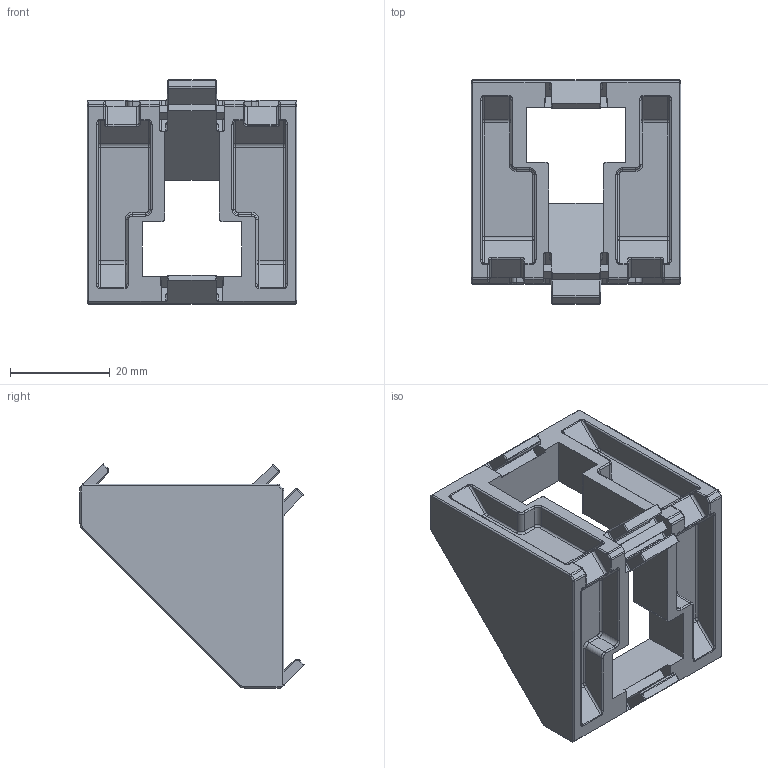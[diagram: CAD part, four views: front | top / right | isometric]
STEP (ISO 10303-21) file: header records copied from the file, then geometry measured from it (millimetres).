
FILE_DESCRIPTION (( 'STEP AP203' ), '1' );
FILE_NAME ('084.305.045.STEP', '2019-11-22T07:45:16', ( 'Localadmin' ), ( 'Microsoft' ), 'SwSTEP 2.0', 'SolidWorks 2018', '' );
FILE_SCHEMA (( 'CONFIG_CONTROL_DESIGN' ));
Length unit declared in the file: millimetre
Products named in the file (1): 084.305.045
Bounding box: 42 x 44.83 x 44.83 mm (x, y, z)
Volume: 19926 mm3; surface area: 11925.2 mm2
Topology: 1 solids, 1 shells, 439 faces, 1063 edges, 619 vertices
Faces by surface type: cylinder 200, plane 108, bspline 64, torus 56, sphere 11
Entity records: 13416 total; most frequent: CARTESIAN_POINT 3656, ORIENTED_EDGE 2114, DIRECTION 2025, EDGE_CURVE 1057, AXIS2_PLACEMENT_3D 756, VERTEX_POINT 619, VECTOR 513, LINE 513
